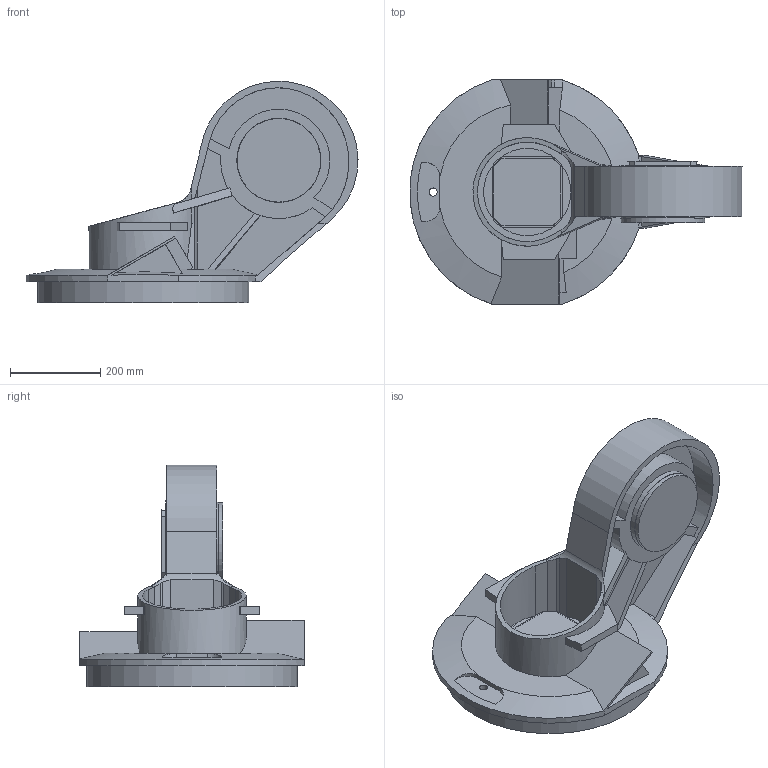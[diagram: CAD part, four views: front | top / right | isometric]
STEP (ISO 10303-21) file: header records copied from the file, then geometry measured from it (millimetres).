
FILE_DESCRIPTION(/* description */ (''),/* implementation_level */ '2;1');
FILE_NAME(/* name */ 'KR6-2 Achse 1_ipt_5d2187b.STEP',/* time_stamp */ '2016-12-15T23:22:21-05:00',/* author */ ('Pietro'),/* organization */ (''),/* preprocessor_version */ 'ST-DEVELOPER v16.5',/* originating_system */ 'Autodesk Inventor 2017',/* authorisation */ '');
FILE_SCHEMA (('AUTOMOTIVE_DESIGN { 1 0 10303 214 3 1 1 }'));
Length unit declared in the file: millimetre
Products named in the file (1): KR6-2 Achse 1
Bounding box: 734.13 x 496 x 489.97 mm (x, y, z)
Volume: 24375824.3 mm3; surface area: 1347382.4 mm2
Topology: 1 solids, 1 shells, 239 faces, 634 edges, 405 vertices
Faces by surface type: plane 204, cylinder 27, cone 4, bspline 4
Full cylindrical faces by diameter (mm): 18 x1, 185 x1, 186 x1, 193 x2, 226 x1, 466.9 x1
Entity records: 7468 total; most frequent: CARTESIAN_POINT 1462, ORIENTED_EDGE 1268, DIRECTION 1232, EDGE_CURVE 634, LINE 454, VECTOR 454, VERTEX_POINT 405, AXIS2_PLACEMENT_3D 389
